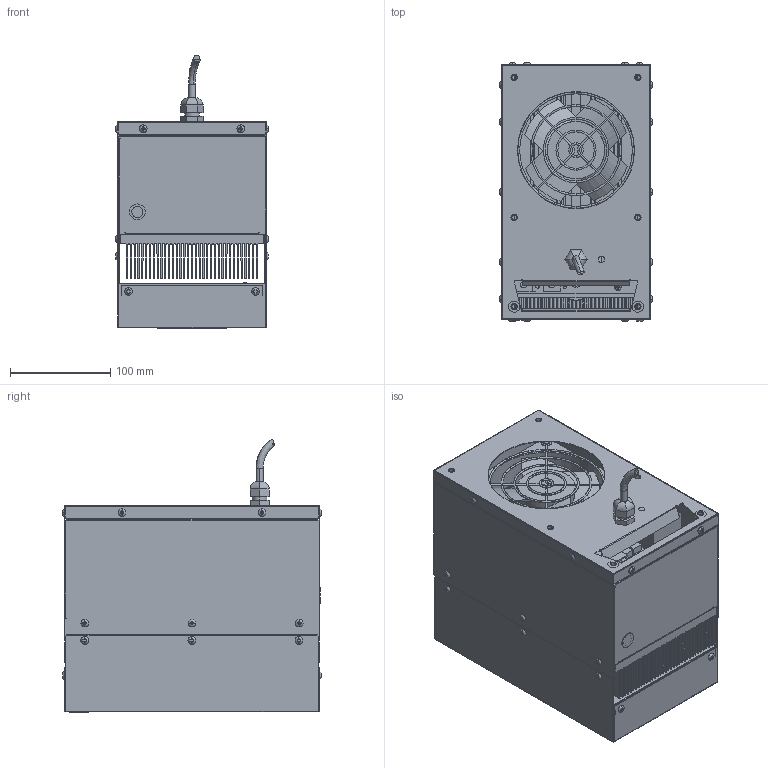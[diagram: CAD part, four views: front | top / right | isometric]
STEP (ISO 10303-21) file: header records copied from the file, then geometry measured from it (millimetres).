
FILE_DESCRIPTION (( 'STEP AP203' ), '1' );
FILE_NAME ('fhp-400.STEP', '2016-05-11T14:22:18', ( '' ), ( '' ), 'SwSTEP 2.0', 'SolidWorks 2016', '' );
FILE_SCHEMA (( 'CONFIG_CONTROL_DESIGN' ));
Length unit declared in the file: inch
Products named in the file (1): fhp-400
Bounding box: 152.91 x 258.32 x 273.05 mm (x, y, z)
Surface area: 1341682.6 mm2 (no closed solid volume)
Topology: 0 solids, 85 shells, 1324 faces, 5236 edges, 3771 vertices
Faces by surface type: plane 758, cylinder 468, torus 68, bspline 30
Entity records: 65247 total; most frequent: CARTESIAN_POINT 22783, ORIENTED_EDGE 8470, DIRECTION 8060, EDGE_CURVE 5230, VERTEX_POINT 3770, VECTOR 2978, LINE 2978, AXIS2_PLACEMENT_3D 2541
